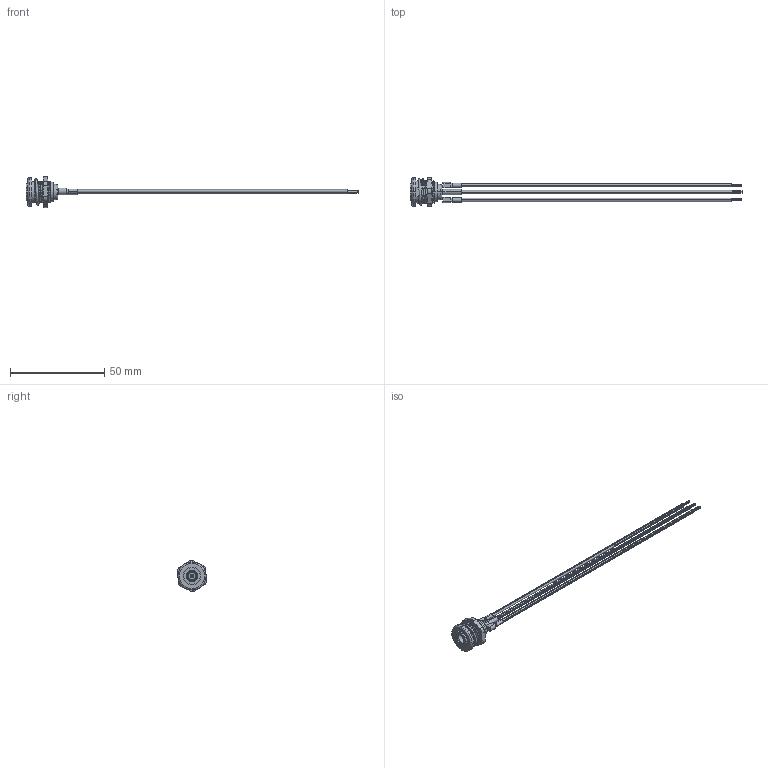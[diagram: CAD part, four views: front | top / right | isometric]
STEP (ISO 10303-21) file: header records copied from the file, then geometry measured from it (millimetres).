
FILE_DESCRIPTION (( 'STEP AP203' ), '1' );
FILE_NAME ('10-05158.STEP', '2022-09-26T17:33:17', ( '' ), ( '' ), 'SwSTEP 2.0', 'SolidWorks 2021', '' );
FILE_SCHEMA (( 'CONFIG_CONTROL_DESIGN' ));
Length unit declared in the file: millimetre
Products named in the file (21): 10-05158; 50-00999.STEP; ____1-0721.STEP; ____2-0721.STEP; 54-00311; __1-0721.STEP; 50-01002_center pin; 24-00387; 30-02542_stripped and tinned; Switch-0721.STEP; 30-02541_stripped and tinned; 50-01002; 56-00024; ____2-0721-0.STEP; ____3-0721.STEP; 10-05155_heat shrink2; 56-00025; 10-05155_heat shrink; ____1-0721-1.STEP; 30-02543_stripped and tinned; __2-0721.STEP
Assembly tree (21 placements, depth 5):
  10-05158
    54-00311
      24-00387
      50-01002
        50-00999.STEP
          ____3-0721.STEP
          Switch-0721.STEP
          ____2-0721.STEP
          __2-0721.STEP
          ____2-0721-0.STEP
          ____1-0721.STEP
          ____1-0721-1.STEP
          __1-0721.STEP
        50-01002_center pin
      56-00024
      56-00025
    30-02541_stripped and tinned
    30-02542_stripped and tinned
    10-05155_heat shrink  x2
    10-05155_heat shrink2
    30-02543_stripped and tinned
Bounding box: 176.59 x 15.39 x 16.52 mm (x, y, z)
Volume: 2913 mm3; surface area: 19808.5 mm2
Topology: 77 solids, 77 shells, 868 faces, 2092 edges, 1374 vertices
Faces by surface type: cylinder 460, plane 322, torus 54, bspline 16, cone 12, sphere 4
Entity records: 31150 total; most frequent: CARTESIAN_POINT 8787, DIRECTION 4269, ORIENTED_EDGE 4120, EDGE_CURVE 2060, AXIS2_PLACEMENT_3D 1748, VERTEX_POINT 1358, EDGE_LOOP 998, CIRCLE 877
